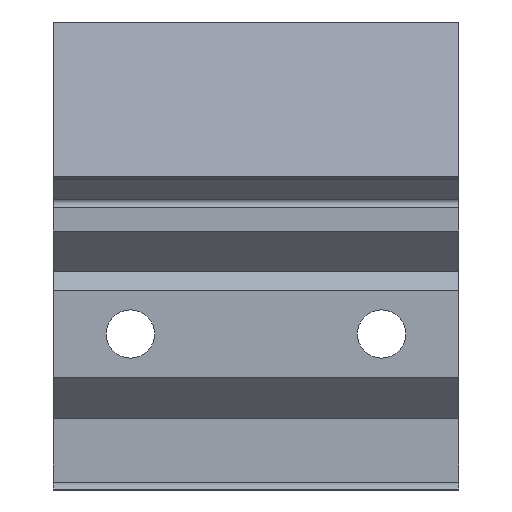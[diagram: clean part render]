
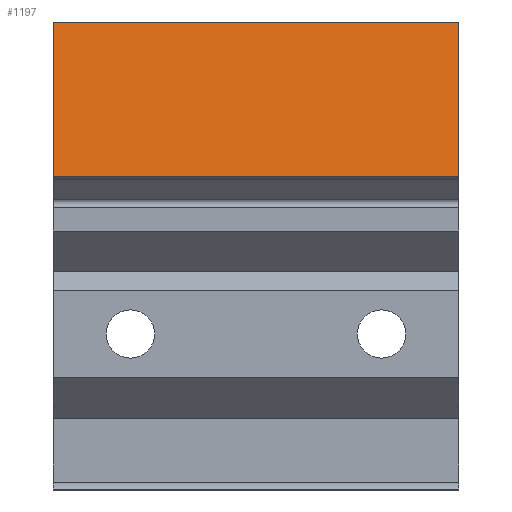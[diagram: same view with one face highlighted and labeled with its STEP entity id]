
A CAD part, front view. The second image highlights one B-rep face of the part: STEP entity #1197.
In plain terms, the highlighted planar face has unit normal (0, -0.456, 0.89).
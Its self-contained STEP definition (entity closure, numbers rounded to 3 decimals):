
#145=FACE_OUTER_BOUND('',#217,.T.);
#217=EDGE_LOOP('',(#1000,#1001,#1002,#1003));
#343=LINE('',#1972,#471);
#344=LINE('',#1975,#472);
#345=LINE('',#1977,#473);
#346=LINE('',#1978,#474);
#471=VECTOR('',#1629,10.);
#472=VECTOR('',#1632,10.);
#473=VECTOR('',#1633,10.);
#474=VECTOR('',#1634,10.);
#587=VERTEX_POINT('',#1968);
#588=VERTEX_POINT('',#1970);
#589=VERTEX_POINT('',#1974);
#590=VERTEX_POINT('',#1976);
#751=EDGE_CURVE('',#587,#588,#343,.T.);
#752=EDGE_CURVE('',#587,#589,#344,.T.);
#753=EDGE_CURVE('',#590,#588,#345,.T.);
#754=EDGE_CURVE('',#589,#590,#346,.T.);
#1000=ORIENTED_EDGE('',*,*,#752,.F.);
#1001=ORIENTED_EDGE('',*,*,#751,.T.);
#1002=ORIENTED_EDGE('',*,*,#753,.F.);
#1003=ORIENTED_EDGE('',*,*,#754,.F.);
#1135=PLANE('',#1313);
#1197=ADVANCED_FACE('',(#145),#1135,.T.);
#1313=AXIS2_PLACEMENT_3D('',#1973,#1630,#1631);
#1629=DIRECTION('',(1.,0.,0.));
#1630=DIRECTION('center_axis',(0.,-0.456,0.89));
#1631=DIRECTION('ref_axis',(0.,-0.89,-0.456));
#1632=DIRECTION('',(0.,0.89,0.456));
#1633=DIRECTION('',(0.,-0.89,-0.456));
#1634=DIRECTION('',(1.,0.,0.));
#1968=CARTESIAN_POINT('',(0.,-19.305,10.1));
#1970=CARTESIAN_POINT('',(26.,-19.305,10.1));
#1972=CARTESIAN_POINT('',(0.,-19.305,10.1));
#1973=CARTESIAN_POINT('Origin',(0.,0.,20.));
#1974=CARTESIAN_POINT('',(0.,0.,20.));
#1975=CARTESIAN_POINT('',(0.,-19.5,10.));
#1976=CARTESIAN_POINT('',(26.,0.,20.));
#1977=CARTESIAN_POINT('',(26.,-19.5,10.));
#1978=CARTESIAN_POINT('',(0.,0.,20.));
